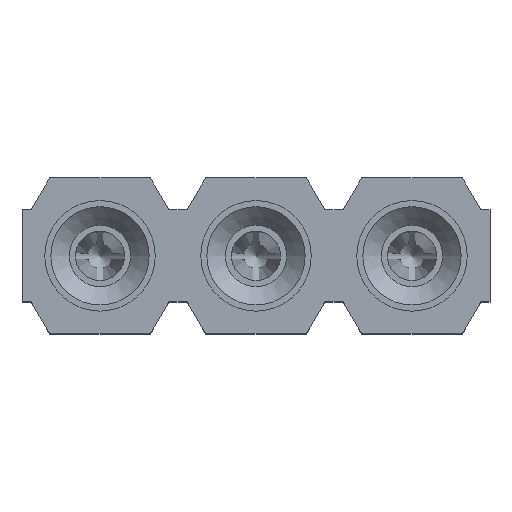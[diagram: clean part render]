
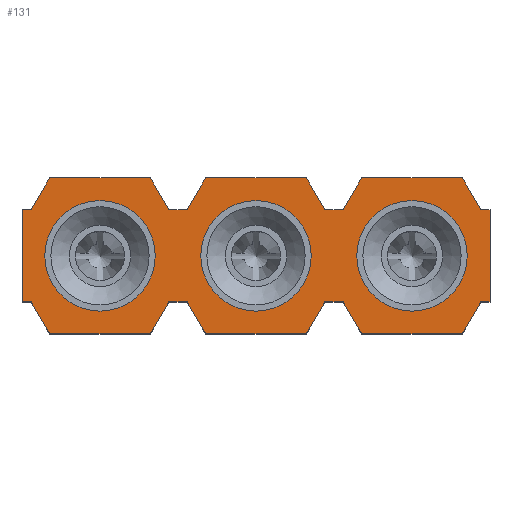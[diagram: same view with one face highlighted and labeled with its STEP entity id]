
A CAD part, top view. The second image highlights one B-rep face of the part: STEP entity #131.
In plain terms, the highlighted planar face has unit normal (0, 0, 1).
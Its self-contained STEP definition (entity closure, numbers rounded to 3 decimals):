
#131=ADVANCED_FACE('',(#1481,#1483,#1485,#1487),#1489,.T.);
#1481=FACE_BOUND('',#1482,.T.);
#1482=EDGE_LOOP('',(#2613,#2614,#2615,#2616,#2617,#2618,#2619,#2620,#2621,#2622,
#2623,#2624,#2625,#2626,#2627,#2628,#2629,#2630,#2631,#2632,#2633,#2634,#2635,#2636,
#2637,#2638,#2639,#2640));
#1483=FACE_BOUND('',#1484,.T.);
#1484=EDGE_LOOP('',(#2641));
#1485=FACE_BOUND('',#1486,.T.);
#1486=EDGE_LOOP('',(#2642));
#1487=FACE_BOUND('',#1488,.T.);
#1488=EDGE_LOOP('',(#2643));
#1489=PLANE('',#1490);
#1490=AXIS2_PLACEMENT_3D('',#1491,#1492,#1493);
#1491=CARTESIAN_POINT('',(0.,0.,4.65));
#1492=DIRECTION('',(0.,0.,1.));
#1493=DIRECTION('',(1.,0.,0.));
#2613=ORIENTED_EDGE('',*,*,#3219,.T.);
#2614=ORIENTED_EDGE('',*,*,#3220,.T.);
#2615=ORIENTED_EDGE('',*,*,#3221,.T.);
#2616=ORIENTED_EDGE('',*,*,#3222,.T.);
#2617=ORIENTED_EDGE('',*,*,#3223,.T.);
#2618=ORIENTED_EDGE('',*,*,#3224,.T.);
#2619=ORIENTED_EDGE('',*,*,#3225,.T.);
#2620=ORIENTED_EDGE('',*,*,#3226,.T.);
#2621=ORIENTED_EDGE('',*,*,#3227,.T.);
#2622=ORIENTED_EDGE('',*,*,#3228,.T.);
#2623=ORIENTED_EDGE('',*,*,#3229,.T.);
#2624=ORIENTED_EDGE('',*,*,#3230,.T.);
#2625=ORIENTED_EDGE('',*,*,#3231,.T.);
#2626=ORIENTED_EDGE('',*,*,#3232,.T.);
#2627=ORIENTED_EDGE('',*,*,#3233,.T.);
#2628=ORIENTED_EDGE('',*,*,#3234,.T.);
#2629=ORIENTED_EDGE('',*,*,#3235,.T.);
#2630=ORIENTED_EDGE('',*,*,#3236,.T.);
#2631=ORIENTED_EDGE('',*,*,#3237,.T.);
#2632=ORIENTED_EDGE('',*,*,#3238,.T.);
#2633=ORIENTED_EDGE('',*,*,#3239,.T.);
#2634=ORIENTED_EDGE('',*,*,#3240,.T.);
#2635=ORIENTED_EDGE('',*,*,#3241,.T.);
#2636=ORIENTED_EDGE('',*,*,#3242,.T.);
#2637=ORIENTED_EDGE('',*,*,#3243,.T.);
#2638=ORIENTED_EDGE('',*,*,#3244,.T.);
#2639=ORIENTED_EDGE('',*,*,#3245,.T.);
#2640=ORIENTED_EDGE('',*,*,#3246,.T.);
#2641=ORIENTED_EDGE('',*,*,#3247,.T.);
#2642=ORIENTED_EDGE('',*,*,#3248,.T.);
#2643=ORIENTED_EDGE('',*,*,#3249,.T.);
#3219=EDGE_CURVE('',#3526,#3527,#3528,.T.);
#3220=EDGE_CURVE('',#3527,#3529,#3530,.T.);
#3221=EDGE_CURVE('',#3529,#3531,#3532,.T.);
#3222=EDGE_CURVE('',#3531,#3533,#3534,.T.);
#3223=EDGE_CURVE('',#3533,#3535,#3536,.T.);
#3224=EDGE_CURVE('',#3535,#3537,#3538,.T.);
#3225=EDGE_CURVE('',#3537,#3539,#3540,.T.);
#3226=EDGE_CURVE('',#3539,#3541,#3542,.T.);
#3227=EDGE_CURVE('',#3541,#3543,#3544,.T.);
#3228=EDGE_CURVE('',#3543,#3545,#3546,.T.);
#3229=EDGE_CURVE('',#3545,#3547,#3548,.T.);
#3230=EDGE_CURVE('',#3547,#3549,#3550,.T.);
#3231=EDGE_CURVE('',#3549,#3551,#3552,.T.);
#3232=EDGE_CURVE('',#3551,#3553,#3554,.T.);
#3233=EDGE_CURVE('',#3553,#3555,#3556,.T.);
#3234=EDGE_CURVE('',#3555,#3557,#3558,.T.);
#3235=EDGE_CURVE('',#3557,#3559,#3560,.T.);
#3236=EDGE_CURVE('',#3559,#3561,#3562,.T.);
#3237=EDGE_CURVE('',#3561,#3563,#3564,.T.);
#3238=EDGE_CURVE('',#3563,#3565,#3566,.T.);
#3239=EDGE_CURVE('',#3565,#3567,#3568,.T.);
#3240=EDGE_CURVE('',#3567,#3569,#3570,.T.);
#3241=EDGE_CURVE('',#3569,#3571,#3572,.T.);
#3242=EDGE_CURVE('',#3571,#3573,#3574,.T.);
#3243=EDGE_CURVE('',#3573,#3575,#3576,.T.);
#3244=EDGE_CURVE('',#3575,#3577,#3578,.T.);
#3245=EDGE_CURVE('',#3577,#3579,#3580,.T.);
#3246=EDGE_CURVE('',#3579,#3526,#3581,.T.);
#3247=EDGE_CURVE('',#3582,#3582,#3583,.F.);
#3248=EDGE_CURVE('',#3584,#3584,#3585,.F.);
#3249=EDGE_CURVE('',#3586,#3586,#3587,.F.);
#3526=VERTEX_POINT('',#4044);
#3527=VERTEX_POINT('',#4045);
#3528=LINE('',#4046,#4047);
#3529=VERTEX_POINT('',#4049);
#3530=LINE('',#4050,#4051);
#3531=VERTEX_POINT('',#4053);
#3532=LINE('',#4054,#4055);
#3533=VERTEX_POINT('',#4057);
#3534=LINE('',#4058,#4059);
#3535=VERTEX_POINT('',#4061);
#3536=LINE('',#4062,#4063);
#3537=VERTEX_POINT('',#4065);
#3538=LINE('',#4066,#4067);
#3539=VERTEX_POINT('',#4069);
#3540=LINE('',#4070,#4071);
#3541=VERTEX_POINT('',#4073);
#3542=LINE('',#4074,#4075);
#3543=VERTEX_POINT('',#4077);
#3544=LINE('',#4078,#4079);
#3545=VERTEX_POINT('',#4081);
#3546=LINE('',#4082,#4083);
#3547=VERTEX_POINT('',#4085);
#3548=LINE('',#4086,#4087);
#3549=VERTEX_POINT('',#4089);
#3550=LINE('',#4090,#4091);
#3551=VERTEX_POINT('',#4093);
#3552=LINE('',#4094,#4095);
#3553=VERTEX_POINT('',#4097);
#3554=LINE('',#4098,#4099);
#3555=VERTEX_POINT('',#4101);
#3556=LINE('',#4102,#4103);
#3557=VERTEX_POINT('',#4105);
#3558=LINE('',#4106,#4107);
#3559=VERTEX_POINT('',#4109);
#3560=LINE('',#4110,#4111);
#3561=VERTEX_POINT('',#4113);
#3562=LINE('',#4114,#4115);
#3563=VERTEX_POINT('',#4117);
#3564=LINE('',#4118,#4119);
#3565=VERTEX_POINT('',#4121);
#3566=LINE('',#4122,#4123);
#3567=VERTEX_POINT('',#4125);
#3568=LINE('',#4126,#4127);
#3569=VERTEX_POINT('',#4129);
#3570=LINE('',#4130,#4131);
#3571=VERTEX_POINT('',#4133);
#3572=LINE('',#4134,#4135);
#3573=VERTEX_POINT('',#4137);
#3574=LINE('',#4138,#4139);
#3575=VERTEX_POINT('',#4141);
#3576=LINE('',#4142,#4143);
#3577=VERTEX_POINT('',#4145);
#3578=LINE('',#4146,#4147);
#3579=VERTEX_POINT('',#4149);
#3580=LINE('',#4150,#4151);
#3581=LINE('',#4153,#4154);
#3582=VERTEX_POINT('',#4156);
#3583=CIRCLE('',#4157,0.9);
#3584=VERTEX_POINT('',#4161);
#3585=CIRCLE('',#4162,0.9);
#3586=VERTEX_POINT('',#4166);
#3587=CIRCLE('',#4167,0.9);
#4044=CARTESIAN_POINT('',(1.12,0.75,4.65));
#4045=CARTESIAN_POINT('',(0.82,1.27,4.65));
#4046=CARTESIAN_POINT('',(1.12,0.75,4.65));
#4047=VECTOR('',#4048,1.);
#4048=DIRECTION('',(-0.5,0.866,0.));
#4049=CARTESIAN_POINT('',(-0.82,1.27,4.65));
#4050=CARTESIAN_POINT('',(0.82,1.27,4.65));
#4051=VECTOR('',#4052,1.);
#4052=DIRECTION('',(-1.,0.,0.));
#4053=CARTESIAN_POINT('',(-1.12,0.75,4.65));
#4054=CARTESIAN_POINT('',(-0.82,1.27,4.65));
#4055=VECTOR('',#4056,1.);
#4056=DIRECTION('',(-0.5,-0.866,0.));
#4057=CARTESIAN_POINT('',(-1.27,0.75,4.65));
#4058=CARTESIAN_POINT('',(-1.12,0.75,4.65));
#4059=VECTOR('',#4060,1.);
#4060=DIRECTION('',(-1.,0.,0.));
#4061=CARTESIAN_POINT('',(-1.27,-0.75,4.65));
#4062=CARTESIAN_POINT('',(-1.27,0.75,4.65));
#4063=VECTOR('',#4064,1.);
#4064=DIRECTION('',(0.,-1.,0.));
#4065=CARTESIAN_POINT('',(-1.12,-0.75,4.65));
#4066=CARTESIAN_POINT('',(-1.27,-0.75,4.65));
#4067=VECTOR('',#4068,1.);
#4068=DIRECTION('',(1.,0.,0.));
#4069=CARTESIAN_POINT('',(-0.82,-1.27,4.65));
#4070=CARTESIAN_POINT('',(-1.12,-0.75,4.65));
#4071=VECTOR('',#4072,1.);
#4072=DIRECTION('',(0.5,-0.866,0.));
#4073=CARTESIAN_POINT('',(0.82,-1.27,4.65));
#4074=CARTESIAN_POINT('',(-0.82,-1.27,4.65));
#4075=VECTOR('',#4076,1.);
#4076=DIRECTION('',(1.,0.,0.));
#4077=CARTESIAN_POINT('',(1.12,-0.75,4.65));
#4078=CARTESIAN_POINT('',(0.82,-1.27,4.65));
#4079=VECTOR('',#4080,1.);
#4080=DIRECTION('',(0.5,0.866,0.));
#4081=CARTESIAN_POINT('',(1.42,-0.75,4.65));
#4082=CARTESIAN_POINT('',(1.12,-0.75,4.65));
#4083=VECTOR('',#4084,1.);
#4084=DIRECTION('',(1.,0.,0.));
#4085=CARTESIAN_POINT('',(1.72,-1.27,4.65));
#4086=CARTESIAN_POINT('',(1.42,-0.75,4.65));
#4087=VECTOR('',#4088,1.);
#4088=DIRECTION('',(0.5,-0.866,0.));
#4089=CARTESIAN_POINT('',(3.36,-1.27,4.65));
#4090=CARTESIAN_POINT('',(1.72,-1.27,4.65));
#4091=VECTOR('',#4092,1.);
#4092=DIRECTION('',(1.,0.,0.));
#4093=CARTESIAN_POINT('',(3.66,-0.75,4.65));
#4094=CARTESIAN_POINT('',(3.36,-1.27,4.65));
#4095=VECTOR('',#4096,1.);
#4096=DIRECTION('',(0.5,0.866,0.));
#4097=CARTESIAN_POINT('',(3.96,-0.75,4.65));
#4098=CARTESIAN_POINT('',(3.66,-0.75,4.65));
#4099=VECTOR('',#4100,1.);
#4100=DIRECTION('',(1.,0.,0.));
#4101=CARTESIAN_POINT('',(4.26,-1.27,4.65));
#4102=CARTESIAN_POINT('',(3.96,-0.75,4.65));
#4103=VECTOR('',#4104,1.);
#4104=DIRECTION('',(0.5,-0.866,0.));
#4105=CARTESIAN_POINT('',(5.9,-1.27,4.65));
#4106=CARTESIAN_POINT('',(4.26,-1.27,4.65));
#4107=VECTOR('',#4108,1.);
#4108=DIRECTION('',(1.,0.,0.));
#4109=CARTESIAN_POINT('',(6.2,-0.75,4.65));
#4110=CARTESIAN_POINT('',(5.9,-1.27,4.65));
#4111=VECTOR('',#4112,1.);
#4112=DIRECTION('',(0.5,0.866,0.));
#4113=CARTESIAN_POINT('',(6.35,-0.75,4.65));
#4114=CARTESIAN_POINT('',(6.2,-0.75,4.65));
#4115=VECTOR('',#4116,1.);
#4116=DIRECTION('',(1.,0.,0.));
#4117=CARTESIAN_POINT('',(6.35,0.75,4.65));
#4118=CARTESIAN_POINT('',(6.35,-0.75,4.65));
#4119=VECTOR('',#4120,1.);
#4120=DIRECTION('',(0.,1.,0.));
#4121=CARTESIAN_POINT('',(6.2,0.75,4.65));
#4122=CARTESIAN_POINT('',(6.35,0.75,4.65));
#4123=VECTOR('',#4124,1.);
#4124=DIRECTION('',(-1.,0.,0.));
#4125=CARTESIAN_POINT('',(5.9,1.27,4.65));
#4126=CARTESIAN_POINT('',(6.2,0.75,4.65));
#4127=VECTOR('',#4128,1.);
#4128=DIRECTION('',(-0.5,0.866,0.));
#4129=CARTESIAN_POINT('',(4.26,1.27,4.65));
#4130=CARTESIAN_POINT('',(5.9,1.27,4.65));
#4131=VECTOR('',#4132,1.);
#4132=DIRECTION('',(-1.,0.,0.));
#4133=CARTESIAN_POINT('',(3.96,0.75,4.65));
#4134=CARTESIAN_POINT('',(4.26,1.27,4.65));
#4135=VECTOR('',#4136,1.);
#4136=DIRECTION('',(-0.5,-0.866,0.));
#4137=CARTESIAN_POINT('',(3.66,0.75,4.65));
#4138=CARTESIAN_POINT('',(3.96,0.75,4.65));
#4139=VECTOR('',#4140,1.);
#4140=DIRECTION('',(-1.,0.,0.));
#4141=CARTESIAN_POINT('',(3.36,1.27,4.65));
#4142=CARTESIAN_POINT('',(3.66,0.75,4.65));
#4143=VECTOR('',#4144,1.);
#4144=DIRECTION('',(-0.5,0.866,0.));
#4145=CARTESIAN_POINT('',(1.72,1.27,4.65));
#4146=CARTESIAN_POINT('',(3.36,1.27,4.65));
#4147=VECTOR('',#4148,1.);
#4148=DIRECTION('',(-1.,0.,0.));
#4149=CARTESIAN_POINT('',(1.42,0.75,4.65));
#4150=CARTESIAN_POINT('',(1.72,1.27,4.65));
#4151=VECTOR('',#4152,1.);
#4152=DIRECTION('',(-0.5,-0.866,0.));
#4153=CARTESIAN_POINT('',(1.42,0.75,4.65));
#4154=VECTOR('',#4155,1.);
#4155=DIRECTION('',(-1.,0.,0.));
#4156=CARTESIAN_POINT('',(3.44,0.,4.65));
#4157=AXIS2_PLACEMENT_3D('',#4158,#4159,#4160);
#4158=CARTESIAN_POINT('',(2.54,0.,4.65));
#4159=DIRECTION('',(0.,0.,1.));
#4160=DIRECTION('',(1.,0.,0.));
#4161=CARTESIAN_POINT('',(5.98,0.,4.65));
#4162=AXIS2_PLACEMENT_3D('',#4163,#4164,#4165);
#4163=CARTESIAN_POINT('',(5.08,0.,4.65));
#4164=DIRECTION('',(0.,0.,1.));
#4165=DIRECTION('',(1.,0.,0.));
#4166=CARTESIAN_POINT('',(0.9,0.,4.65));
#4167=AXIS2_PLACEMENT_3D('',#4168,#4169,#4170);
#4168=CARTESIAN_POINT('',(0.,0.,4.65));
#4169=DIRECTION('',(0.,0.,1.));
#4170=DIRECTION('',(1.,0.,0.));
